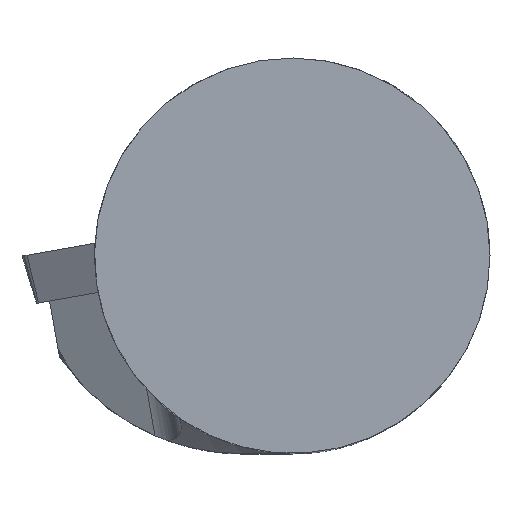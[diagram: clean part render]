
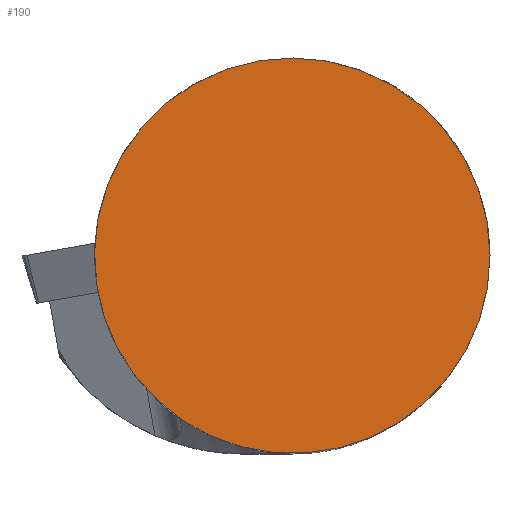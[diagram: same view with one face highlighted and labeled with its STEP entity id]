
A CAD part, top view. The second image highlights one B-rep face of the part: STEP entity #190.
In plain terms, the highlighted planar face has unit normal (0, 0, 1).
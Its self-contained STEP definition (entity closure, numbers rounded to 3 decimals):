
#153=PLANE('',#1518);
#190=ADVANCED_FACE('',(#287),#153,.T.);
#287=FACE_OUTER_BOUND('',#356,.T.);
#356=EDGE_LOOP('',(#728));
#728=ORIENTED_EDGE('',*,*,#1218,.T.);
#1086=VERTEX_POINT('',#2225);
#1218=EDGE_CURVE('',#1086,#1086,#1370,.T.);
#1370=CIRCLE('',#1511,16.);
#1511=AXIS2_PLACEMENT_3D('',#2224,#1717,#1718);
#1518=AXIS2_PLACEMENT_3D('',#2247,#1739,#1740);
#1717=DIRECTION('',(0.,0.,1.));
#1718=DIRECTION('',(1.,0.,0.));
#1739=DIRECTION('',(0.,0.,1.));
#1740=DIRECTION('',(-1.,0.,0.));
#2224=CARTESIAN_POINT('',(0.,0.,0.));
#2225=CARTESIAN_POINT('',(16.,0.,0.));
#2247=CARTESIAN_POINT('',(0.,0.,0.));
